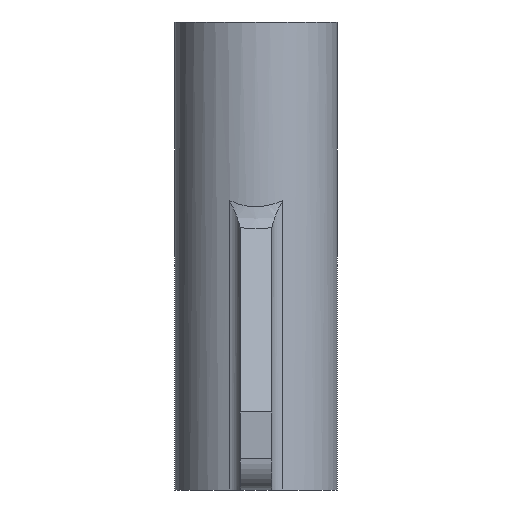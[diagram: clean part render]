
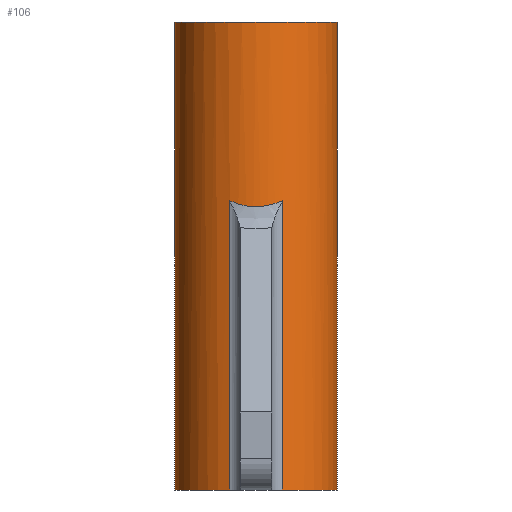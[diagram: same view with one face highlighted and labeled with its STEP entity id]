
A CAD part, front view. The second image highlights one B-rep face of the part: STEP entity #106.
In plain terms, the highlighted cylindrical face has radius 5.2 mm (diameter 10.4 mm), a partial arc.
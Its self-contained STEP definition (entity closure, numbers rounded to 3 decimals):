
#106=ADVANCED_FACE('',(#221),#222,.T.);
#221=FACE_OUTER_BOUND('',#374,.T.);
#222=CYLINDRICAL_SURFACE('',#375,5.2);
#374=EDGE_LOOP('',(#660,#661,#662,#663,#664,#665,#666,#667));
#375=AXIS2_PLACEMENT_3D('',#668,#669,#670);
#660=ORIENTED_EDGE('',*,*,#880,.F.);
#661=ORIENTED_EDGE('',*,*,#865,.T.);
#662=ORIENTED_EDGE('',*,*,#881,.F.);
#663=ORIENTED_EDGE('',*,*,#870,.F.);
#664=ORIENTED_EDGE('',*,*,#861,.T.);
#665=ORIENTED_EDGE('',*,*,#882,.T.);
#666=ORIENTED_EDGE('',*,*,#883,.T.);
#667=ORIENTED_EDGE('',*,*,#875,.F.);
#668=CARTESIAN_POINT('',(0.,0.,-30.0));
#669=DIRECTION('',(0.,0.0,-1.0));
#670=DIRECTION('',(1.0,0.0,0.));
#861=EDGE_CURVE('',#1040,#1038,#1041,.T.);
#865=EDGE_CURVE('',#1045,#1044,#1047,.T.);
#870=EDGE_CURVE('',#1040,#1052,#1053,.T.);
#875=EDGE_CURVE('',#1058,#1060,#1061,.T.);
#880=EDGE_CURVE('',#1045,#1058,#1068,.T.);
#881=EDGE_CURVE('',#1052,#1044,#1069,.T.);
#882=EDGE_CURVE('',#1038,#1070,#1071,.T.);
#883=EDGE_CURVE('',#1070,#1060,#1072,.F.);
#1038=VERTEX_POINT('',#1288);
#1040=VERTEX_POINT('',#1299);
#1041=LINE('',#1300,#1301);
#1044=VERTEX_POINT('',#1304);
#1045=VERTEX_POINT('',#1305);
#1047=CIRCLE('',#1307,5.2);
#1052=VERTEX_POINT('',#1315);
#1053=CIRCLE('',#1316,5.2);
#1058=VERTEX_POINT('',#1322);
#1060=VERTEX_POINT('',#1324);
#1061=CIRCLE('',#1325,5.2);
#1068=LINE('',#1332,#1333);
#1069=LINE('',#1334,#1335);
#1070=VERTEX_POINT('',#1336);
#1071=ELLIPSE('',#1337,8.881,5.2);
#1072=LINE('',#1338,#1339);
#1288=CARTESIAN_POINT('',(-1.677,-4.922,-11.456));
#1299=CARTESIAN_POINT('',(-1.677,-4.922,-30.0));
#1300=CARTESIAN_POINT('',(-1.677,-4.922,-30.0));
#1301=VECTOR('',#1479,1000.0);
#1304=CARTESIAN_POINT('',(-5.2,0.,0.));
#1305=CARTESIAN_POINT('',(5.2,0.,0.));
#1307=AXIS2_PLACEMENT_3D('',#1486,#1487,#1488);
#1315=CARTESIAN_POINT('',(-5.2,0.,-30.0));
#1316=AXIS2_PLACEMENT_3D('',#1492,#1493,#1494);
#1322=CARTESIAN_POINT('',(5.2,0.,-30.0));
#1324=CARTESIAN_POINT('',(1.677,-4.922,-30.0));
#1325=AXIS2_PLACEMENT_3D('',#1505,#1506,#1507);
#1332=CARTESIAN_POINT('',(5.2,0.,-30.0));
#1333=VECTOR('',#1517,1.0);
#1334=CARTESIAN_POINT('',(-5.2,0.,-30.0));
#1335=VECTOR('',#1518,1.0);
#1336=CARTESIAN_POINT('',(1.677,-4.922,-11.456));
#1337=AXIS2_PLACEMENT_3D('',#1519,#1520,#1521);
#1338=CARTESIAN_POINT('',(1.677,-4.922,-30.0));
#1339=VECTOR('',#1522,1000.0);
#1479=DIRECTION('',(0.,0.0,1.0));
#1486=CARTESIAN_POINT('',(0.,0.,0.));
#1487=DIRECTION('',(0.,0.0,-1.0));
#1488=DIRECTION('',(-1.0,0.0,0.));
#1492=CARTESIAN_POINT('',(0.,0.,-30.0));
#1493=DIRECTION('',(0.,0.0,-1.0));
#1494=DIRECTION('',(-1.0,0.0,0.));
#1505=CARTESIAN_POINT('',(0.,0.,-30.0));
#1506=DIRECTION('',(0.,0.0,-1.0));
#1507=DIRECTION('',(-1.0,0.0,0.));
#1517=DIRECTION('',(0.,-0.0,-1.0));
#1518=DIRECTION('',(0.,-0.0,1.0));
#1519=CARTESIAN_POINT('',(0.,0.,-4.641));
#1520=DIRECTION('',(0.,-0.811,0.585));
#1521=DIRECTION('',(0.,0.585,0.811));
#1522=DIRECTION('',(0.,0.0,1.0));
